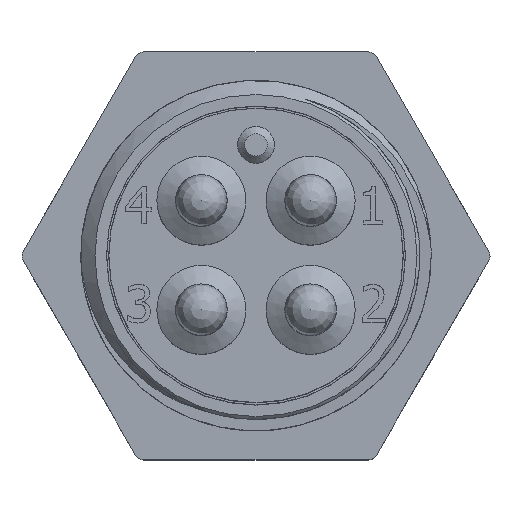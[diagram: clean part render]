
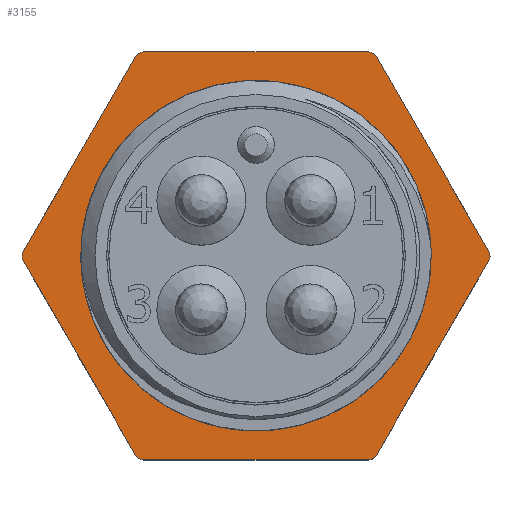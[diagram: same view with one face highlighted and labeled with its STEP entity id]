
A CAD part, top view. The second image highlights one B-rep face of the part: STEP entity #3155.
In plain terms, the highlighted planar face has unit normal (0, 0, 1).
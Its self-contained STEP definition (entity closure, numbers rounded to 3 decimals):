
#139=FACE_BOUND($,#926,.T.);
#191=CIRCLE($,#3347,0.508);
#213=CIRCLE($,#3380,9.258);
#226=CIRCLE($,#3424,0.508);
#227=CIRCLE($,#3425,0.508);
#228=CIRCLE($,#3426,0.508);
#229=CIRCLE($,#3427,0.508);
#230=CIRCLE($,#3428,0.508);
#691=FACE_OUTER_BOUND($,#925,.T.);
#925=EDGE_LOOP($,(#2372,#2373,#2374,#2375,#2376,#2377,#2378,#2379,#2380,
#2381,#2382,#2383));
#926=EDGE_LOOP($,(#2384));
#1117=LINE($,#6126,#1295);
#1119=LINE($,#6130,#1297);
#1122=LINE($,#6136,#1300);
#1125=LINE($,#6142,#1303);
#1128=LINE($,#6148,#1306);
#1130=LINE($,#6153,#1308);
#1295=VECTOR($,#3779,12.113);
#1297=VECTOR($,#3783,12.113);
#1300=VECTOR($,#3788,12.113);
#1303=VECTOR($,#3793,12.113);
#1306=VECTOR($,#3798,12.113);
#1308=VECTOR($,#3802,12.113);
#1488=VERTEX_POINT($,#5708);
#1489=VERTEX_POINT($,#5710);
#1511=VERTEX_POINT($,#5766);
#1558=VERTEX_POINT($,#6125);
#1559=VERTEX_POINT($,#6129);
#1560=VERTEX_POINT($,#6133);
#1561=VERTEX_POINT($,#6135);
#1562=VERTEX_POINT($,#6139);
#1563=VERTEX_POINT($,#6141);
#1564=VERTEX_POINT($,#6145);
#1565=VERTEX_POINT($,#6147);
#1566=VERTEX_POINT($,#6151);
#1567=VERTEX_POINT($,#6152);
#1803=EDGE_CURVE($,#1489,#1488,#191,.T.);
#1826=EDGE_CURVE($,#1511,#1511,#213,.T.);
#1878=EDGE_CURVE($,#1488,#1558,#1117,.T.);
#1880=EDGE_CURVE($,#1559,#1489,#1119,.T.);
#1883=EDGE_CURVE($,#1561,#1560,#1122,.T.);
#1886=EDGE_CURVE($,#1563,#1562,#1125,.T.);
#1889=EDGE_CURVE($,#1565,#1564,#1128,.T.);
#1891=EDGE_CURVE($,#1566,#1567,#1130,.T.);
#1894=EDGE_CURVE($,#1558,#1566,#226,.T.);
#1895=EDGE_CURVE($,#1567,#1565,#227,.T.);
#1896=EDGE_CURVE($,#1564,#1563,#228,.T.);
#1897=EDGE_CURVE($,#1562,#1561,#229,.T.);
#1898=EDGE_CURVE($,#1560,#1559,#230,.T.);
#2372=ORIENTED_EDGE($,*,*,#1880,.T.);
#2373=ORIENTED_EDGE($,*,*,#1803,.T.);
#2374=ORIENTED_EDGE($,*,*,#1878,.T.);
#2375=ORIENTED_EDGE($,*,*,#1894,.T.);
#2376=ORIENTED_EDGE($,*,*,#1891,.T.);
#2377=ORIENTED_EDGE($,*,*,#1895,.T.);
#2378=ORIENTED_EDGE($,*,*,#1889,.T.);
#2379=ORIENTED_EDGE($,*,*,#1896,.T.);
#2380=ORIENTED_EDGE($,*,*,#1886,.T.);
#2381=ORIENTED_EDGE($,*,*,#1897,.T.);
#2382=ORIENTED_EDGE($,*,*,#1883,.T.);
#2383=ORIENTED_EDGE($,*,*,#1898,.T.);
#2384=ORIENTED_EDGE($,*,*,#1826,.T.);
#3030=PLANE($,#3423);
#3155=ADVANCED_FACE($,(#691,#139),#3030,.T.);
#3347=AXIS2_PLACEMENT_3D($,#5711,#3644,#3645);
#3380=AXIS2_PLACEMENT_3D($,#5767,#3711,#3712);
#3423=AXIS2_PLACEMENT_3D($,#6162,#3817,#3818);
#3424=AXIS2_PLACEMENT_3D($,#6163,#3819,#3820);
#3425=AXIS2_PLACEMENT_3D($,#6164,#3821,#3822);
#3426=AXIS2_PLACEMENT_3D($,#6165,#3823,#3824);
#3427=AXIS2_PLACEMENT_3D($,#6166,#3825,#3826);
#3428=AXIS2_PLACEMENT_3D($,#6167,#3827,#3828);
#3644=DIRECTION('center_axis',(0.,0.,1.));
#3645=DIRECTION('ref_axis',(1.,0.,0.));
#3711=DIRECTION('center_axis',(0.,0.,-1.));
#3712=DIRECTION('ref_axis',(1.,0.,0.));
#3779=DIRECTION($,(-0.5,0.866,0.));
#3783=DIRECTION($,(0.5,0.866,0.));
#3788=DIRECTION($,(1.,0.,0.));
#3793=DIRECTION($,(0.5,-0.866,0.));
#3798=DIRECTION($,(-0.5,-0.866,0.));
#3802=DIRECTION($,(-1.,0.,0.));
#3817=DIRECTION('center_axis',(0.,0.,1.));
#3818=DIRECTION('ref_axis',(1.,0.,0.));
#3819=DIRECTION('center_axis',(0.,0.,1.));
#3820=DIRECTION('ref_axis',(1.,0.,0.));
#3821=DIRECTION('center_axis',(0.,0.,1.));
#3822=DIRECTION('ref_axis',(1.,0.,0.));
#3823=DIRECTION('center_axis',(0.,0.,1.));
#3824=DIRECTION('ref_axis',(1.,0.,0.));
#3825=DIRECTION('center_axis',(0.,0.,1.));
#3826=DIRECTION('ref_axis',(1.,0.,0.));
#3827=DIRECTION('center_axis',(0.,0.,1.));
#3828=DIRECTION('ref_axis',(1.,0.,0.));
#5708=CARTESIAN_POINT('',(12.553,0.254,-9.525));
#5710=CARTESIAN_POINT('',(12.553,-0.254,-9.525));
#5711=CARTESIAN_POINT('Origin',(12.113,0.,
-9.525));
#5766=CARTESIAN_POINT('',(9.258,0.,-9.525));
#5767=CARTESIAN_POINT('Origin',(0.,0.,-9.525));
#6125=CARTESIAN_POINT('',(6.496,10.744,-9.525));
#6126=CARTESIAN_POINT($,(12.553,0.254,-9.525));
#6129=CARTESIAN_POINT('',(6.496,-10.744,-9.525));
#6130=CARTESIAN_POINT($,(6.496,-10.744,-9.525));
#6133=CARTESIAN_POINT('',(6.057,-10.998,-9.525));
#6135=CARTESIAN_POINT('',(-6.057,-10.998,-9.525));
#6136=CARTESIAN_POINT($,(-6.057,-10.998,-9.525));
#6139=CARTESIAN_POINT('',(-6.496,-10.744,-9.525));
#6141=CARTESIAN_POINT('',(-12.553,-0.254,-9.525));
#6142=CARTESIAN_POINT($,(-12.553,-0.254,-9.525));
#6145=CARTESIAN_POINT('',(-12.553,0.254,-9.525));
#6147=CARTESIAN_POINT('',(-6.496,10.744,-9.525));
#6148=CARTESIAN_POINT($,(-6.496,10.744,-9.525));
#6151=CARTESIAN_POINT('',(6.057,10.998,-9.525));
#6152=CARTESIAN_POINT('',(-6.057,10.998,-9.525));
#6153=CARTESIAN_POINT($,(6.057,10.998,-9.525));
#6162=CARTESIAN_POINT('Origin',(0.,0.,-9.525));
#6163=CARTESIAN_POINT('Origin',(6.057,10.49,-9.525));
#6164=CARTESIAN_POINT('Origin',(-6.057,10.49,-9.525));
#6165=CARTESIAN_POINT('Origin',(-12.113,0.,
-9.525));
#6166=CARTESIAN_POINT('Origin',(-6.057,-10.49,-9.525));
#6167=CARTESIAN_POINT('Origin',(6.057,-10.49,-9.525));
